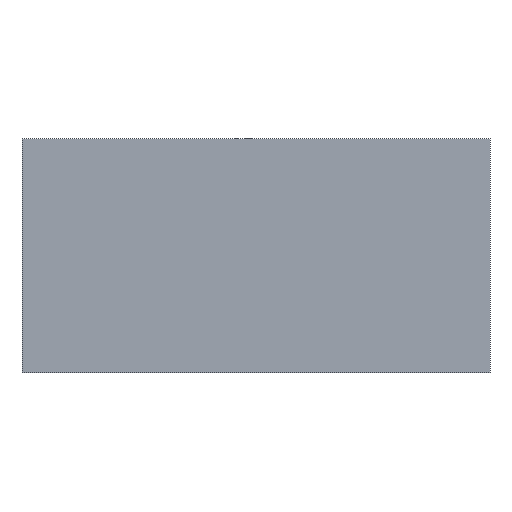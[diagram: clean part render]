
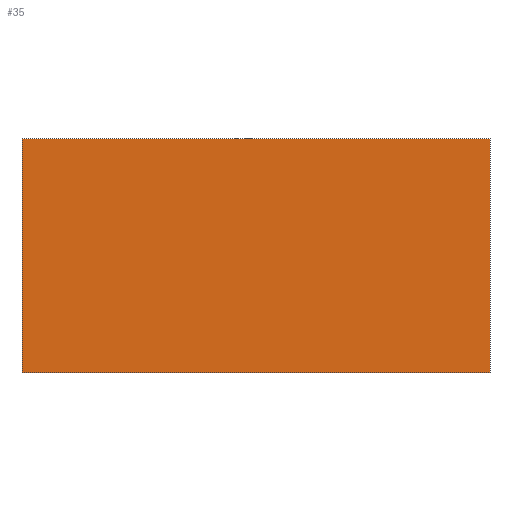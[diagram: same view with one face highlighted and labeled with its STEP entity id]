
A CAD part, left-side view. The second image highlights one B-rep face of the part: STEP entity #35.
In plain terms, the highlighted planar face has unit normal (-1, 0, 0).
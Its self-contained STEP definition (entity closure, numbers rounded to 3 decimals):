
#35=ADVANCED_FACE('',(#67),#68,.T.);
#67=FACE_OUTER_BOUND('',#93,.T.);
#68=PLANE('',#94);
#93=EDGE_LOOP('',(#123,#124,#125,#126));
#94=AXIS2_PLACEMENT_3D('',#127,#128,#129);
#123=ORIENTED_EDGE('',*,*,#165,.T.);
#124=ORIENTED_EDGE('',*,*,#166,.F.);
#125=ORIENTED_EDGE('',*,*,#167,.T.);
#126=ORIENTED_EDGE('',*,*,#162,.T.);
#127=CARTESIAN_POINT('',(0.0,-15.0,-4.5));
#128=DIRECTION('',(-1.0,0.0,0.0));
#129=DIRECTION('',(0.0,0.0,1.0));
#162=EDGE_CURVE('',#186,#184,#187,.T.);
#165=EDGE_CURVE('',#184,#190,#191,.T.);
#166=EDGE_CURVE('',#192,#190,#193,.T.);
#167=EDGE_CURVE('',#192,#186,#194,.T.);
#184=VERTEX_POINT('',#215);
#186=VERTEX_POINT('',#218);
#187=LINE('',#219,#220);
#190=VERTEX_POINT('',#224);
#191=LINE('',#225,#226);
#192=VERTEX_POINT('',#227);
#193=LINE('',#228,#229);
#194=LINE('',#230,#231);
#215=CARTESIAN_POINT('',(0.0,-15.0,10.5));
#218=CARTESIAN_POINT('',(0.0,-15.0,-4.5));
#219=CARTESIAN_POINT('',(0.0,-15.0,-4.5));
#220=VECTOR('',#245,15.0);
#224=CARTESIAN_POINT('',(0.0,15.0,10.5));
#225=CARTESIAN_POINT('',(0.0,15.0,10.5));
#226=VECTOR('',#247,30.0);
#227=CARTESIAN_POINT('',(0.0,15.0,-4.5));
#228=CARTESIAN_POINT('',(0.0,15.0,-4.5));
#229=VECTOR('',#248,15.0);
#230=CARTESIAN_POINT('',(0.0,15.0,-4.5));
#231=VECTOR('',#249,30.0);
#245=DIRECTION('',(0.0,0.0,1.0));
#247=DIRECTION('',(0.0,1.0,0.0));
#248=DIRECTION('',(0.0,0.0,1.0));
#249=DIRECTION('',(0.0,-1.0,0.0));
